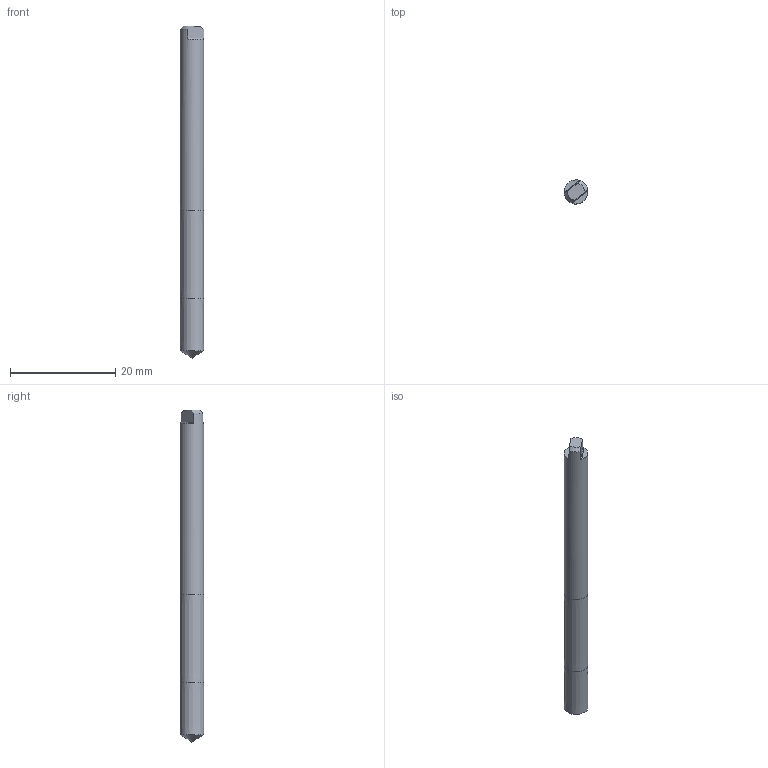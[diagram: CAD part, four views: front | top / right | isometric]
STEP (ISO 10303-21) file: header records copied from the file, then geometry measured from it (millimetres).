
FILE_DESCRIPTION(/* description */ ('A1244.5'),/* implementation_level */ '2;1');
FILE_NAME(/* name */ 'CAPP~~210908185057~5968736~MOD~TM01_00~ISO~FR.STP',/* time_stamp */ '2021-09-08T18:51:52+02:00',/* author */ ('System'),/* organization */ ('Dormer Pramet'),/* preprocessor_version */ 'ST-DEVELOPER v16.7',/* originating_system */ 'SIEMENS PLM Software NX 12.0',/* authorisation */ '');
FILE_SCHEMA (('AUTOMOTIVE_DESIGN { 1 0 10303 214 3 1 1 1 }'));
Length unit declared in the file: millimetre
Products named in the file (1): CAPP~~210908185057~5968736~MOD~TM01_00~ISO~FR
Bounding box: 4.49 x 4.49 x 63 mm (x, y, z)
Volume: 970.7 mm3; surface area: 930.2 mm2
Topology: 2 solids, 2 shells, 16 faces, 38 edges, 28 vertices
Faces by surface type: plane 8, cone 5, cylinder 3
Full cylindrical faces by diameter (mm): 4.5 x1
Entity records: 542 total; most frequent: CARTESIAN_POINT 151, DIRECTION 72, ORIENTED_EDGE 58, AXIS2_PLACEMENT_3D 31, EDGE_CURVE 29, VERTEX_POINT 22, EDGE_LOOP 20, ADVANCED_FACE 16
